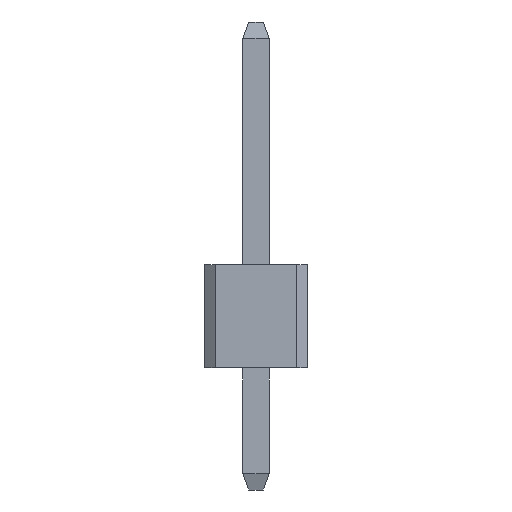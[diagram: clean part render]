
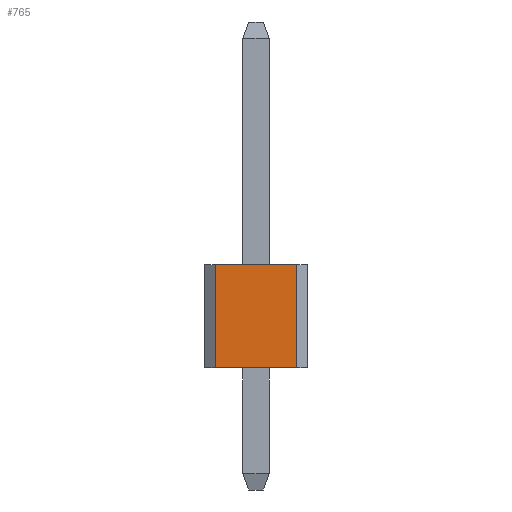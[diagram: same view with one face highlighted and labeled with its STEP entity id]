
A CAD part, front view. The second image highlights one B-rep face of the part: STEP entity #765.
In plain terms, the highlighted planar face has unit normal (0, -1, 0).
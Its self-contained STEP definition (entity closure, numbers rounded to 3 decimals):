
#37 = VECTOR ( 'NONE', #1302, 1000. ) ;
#47 = DIRECTION ( 'NONE',  ( -1., 0., 0. ) ) ;
#104 = DIRECTION ( 'NONE',  ( 0., -1., 0. ) ) ;
#114 = VECTOR ( 'NONE', #740, 1000. ) ;
#186 = VECTOR ( 'NONE', #1294, 1000. ) ;
#194 = CARTESIAN_POINT ( 'NONE',  ( 1., -1.27, 5.54 ) ) ;
#215 = CARTESIAN_POINT ( 'NONE',  ( 1., -1.27, 5.54 ) ) ;
#221 = ORIENTED_EDGE ( 'NONE', *, *, #470, .F. ) ;
#248 = LINE ( 'NONE', #541, #956 ) ;
#374 = VERTEX_POINT ( 'NONE', #900 ) ;
#375 = AXIS2_PLACEMENT_3D ( 'NONE', #609, #104, #486 ) ;
#470 = EDGE_CURVE ( 'NONE', #1215, #773, #937, .T. ) ;
#486 = DIRECTION ( 'NONE',  ( 0., 0., -1. ) ) ;
#535 = LINE ( 'NONE', #1400, #186 ) ;
#541 = CARTESIAN_POINT ( 'NONE',  ( -1., -1.27, 3. ) ) ;
#609 = CARTESIAN_POINT ( 'NONE',  ( -1., -1.27, 5.54 ) ) ;
#711 = ORIENTED_EDGE ( 'NONE', *, *, #1359, .F. ) ;
#740 = DIRECTION ( 'NONE',  ( -1., 0., 0. ) ) ;
#765 = ADVANCED_FACE ( 'NONE', ( #1075 ), #824, .T. ) ;
#767 = CARTESIAN_POINT ( 'NONE',  ( -1., -1.27, 5.54 ) ) ;
#773 = VERTEX_POINT ( 'NONE', #1315 ) ;
#824 = PLANE ( 'NONE',  #375 ) ;
#830 = EDGE_LOOP ( 'NONE', ( #711, #221, #1498, #1396 ) ) ;
#900 = CARTESIAN_POINT ( 'NONE',  ( -1., -1.27, 5.54 ) ) ;
#910 = EDGE_CURVE ( 'NONE', #1215, #374, #1268, .T. ) ;
#937 = LINE ( 'NONE', #194, #37 ) ;
#956 = VECTOR ( 'NONE', #47, 1000. ) ;
#975 = EDGE_CURVE ( 'NONE', #374, #1408, #535, .T. ) ;
#1075 = FACE_OUTER_BOUND ( 'NONE', #830, .T. ) ;
#1155 = CARTESIAN_POINT ( 'NONE',  ( -1., -1.27, 3. ) ) ;
#1215 = VERTEX_POINT ( 'NONE', #215 ) ;
#1268 = LINE ( 'NONE', #767, #114 ) ;
#1294 = DIRECTION ( 'NONE',  ( 0., 0., -1. ) ) ;
#1302 = DIRECTION ( 'NONE',  ( 0., 0., -1. ) ) ;
#1315 = CARTESIAN_POINT ( 'NONE',  ( 1., -1.27, 3. ) ) ;
#1359 = EDGE_CURVE ( 'NONE', #773, #1408, #248, .T. ) ;
#1396 = ORIENTED_EDGE ( 'NONE', *, *, #975, .T. ) ;
#1400 = CARTESIAN_POINT ( 'NONE',  ( -1., -1.27, 5.54 ) ) ;
#1408 = VERTEX_POINT ( 'NONE', #1155 ) ;
#1498 = ORIENTED_EDGE ( 'NONE', *, *, #910, .T. ) ;
